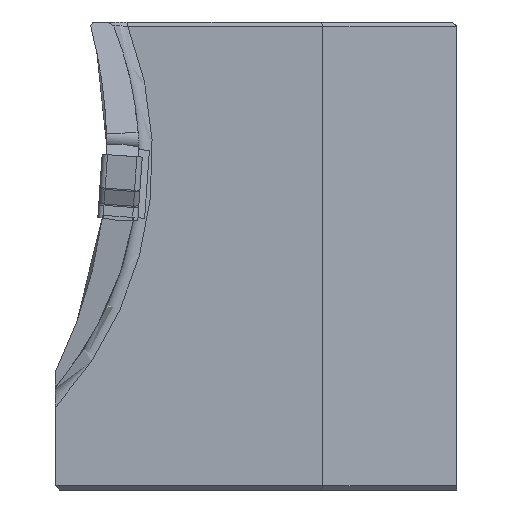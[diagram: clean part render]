
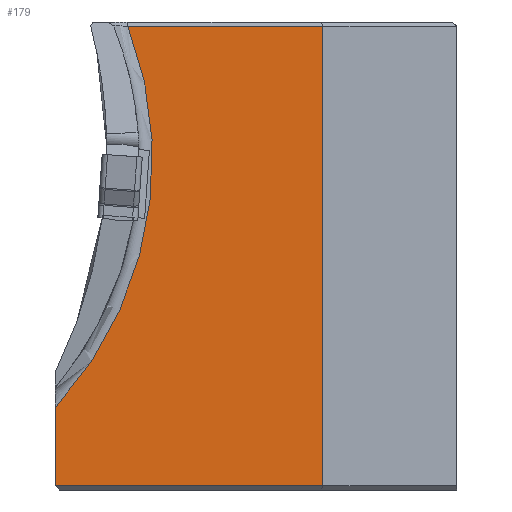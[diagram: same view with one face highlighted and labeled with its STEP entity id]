
A CAD part, left-side view. The second image highlights one B-rep face of the part: STEP entity #179.
In plain terms, the highlighted planar face has unit normal (-1, 0, 0).
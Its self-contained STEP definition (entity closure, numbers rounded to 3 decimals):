
#179=ADVANCED_FACE('',(#310),#233,.F.);
#233=PLANE('',#1565);
#310=FACE_OUTER_BOUND('',#391,.T.);
#391=EDGE_LOOP('',(#745,#746,#747,#748,#749));
#435=CIRCLE('',#1564,27.5);
#745=ORIENTED_EDGE('',*,*,#1123,.T.);
#746=ORIENTED_EDGE('',*,*,#1140,.T.);
#747=ORIENTED_EDGE('',*,*,#1141,.T.);
#748=ORIENTED_EDGE('',*,*,#1142,.T.);
#749=ORIENTED_EDGE('',*,*,#1143,.T.);
#943=VERTEX_POINT('',#2384);
#944=VERTEX_POINT('',#2386);
#957=VERTEX_POINT('',#2461);
#958=VERTEX_POINT('',#2463);
#959=VERTEX_POINT('',#2465);
#1123=EDGE_CURVE('',#944,#943,#1276,.T.);
#1140=EDGE_CURVE('',#943,#957,#1284,.T.);
#1141=EDGE_CURVE('',#957,#958,#1285,.T.);
#1142=EDGE_CURVE('',#958,#959,#1286,.T.);
#1143=EDGE_CURVE('',#959,#944,#435,.T.);
#1276=LINE('',#2385,#1414);
#1284=LINE('',#2460,#1422);
#1285=LINE('',#2462,#1423);
#1286=LINE('',#2464,#1424);
#1414=VECTOR('',#1895,1.);
#1422=VECTOR('',#1921,1.);
#1423=VECTOR('',#1922,1.);
#1424=VECTOR('',#1923,1.);
#1564=AXIS2_PLACEMENT_3D('',#2466,#1924,#1925);
#1565=AXIS2_PLACEMENT_3D('',#2467,#1926,#1927);
#1895=DIRECTION('',(0.,0.,-1.));
#1921=DIRECTION('',(0.,-1.,0.));
#1922=DIRECTION('',(0.,0.,1.));
#1923=DIRECTION('',(0.,1.,0.));
#1924=DIRECTION('',(1.,0.,0.));
#1925=DIRECTION('',(0.,0.,-1.));
#1926=DIRECTION('',(1.,0.,0.));
#1927=DIRECTION('',(0.,0.,-1.));
#2384=CARTESIAN_POINT('',(18.,5.,-24.7));
#2385=CARTESIAN_POINT('',(18.,5.,-17.305));
#2386=CARTESIAN_POINT('',(18.,5.,-18.817));
#2460=CARTESIAN_POINT('',(18.,25.24,-24.7));
#2461=CARTESIAN_POINT('',(18.,-15.,-24.7));
#2462=CARTESIAN_POINT('',(18.,-15.,10.));
#2463=CARTESIAN_POINT('',(18.,-15.,9.7));
#2464=CARTESIAN_POINT('',(18.,25.24,9.7));
#2465=CARTESIAN_POINT('',(18.,-0.416,9.7));
#2466=CARTESIAN_POINT('',(18.,25.24,-0.2));
#2467=CARTESIAN_POINT('',(18.,25.24,-0.2));
